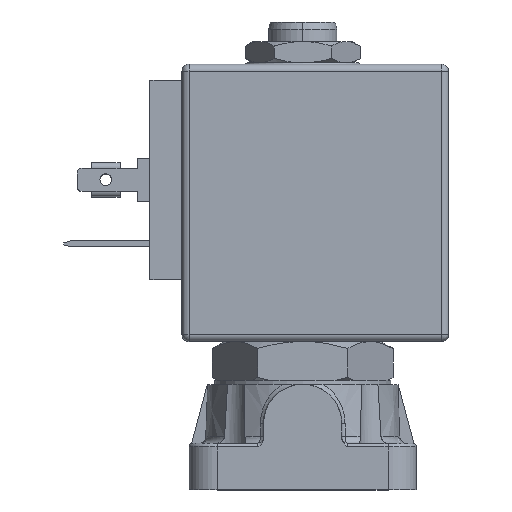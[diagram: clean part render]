
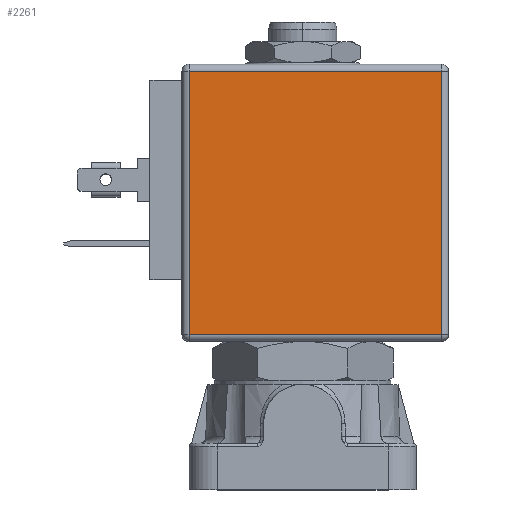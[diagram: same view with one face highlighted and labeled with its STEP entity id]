
A CAD part, top view. The second image highlights one B-rep face of the part: STEP entity #2261.
In plain terms, the highlighted planar face has unit normal (0, 0, 1).
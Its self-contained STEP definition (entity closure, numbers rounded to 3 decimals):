
#142=DIRECTION('',(0.,1.,0.));
#143=VECTOR('',#142,37.);
#144=CARTESIAN_POINT('',(19.5,21.85,15.));
#145=LINE('',#144,#143);
#165=DIRECTION('',(1.,0.,0.));
#166=VECTOR('',#165,35.5);
#167=CARTESIAN_POINT('',(-16.,21.85,15.));
#168=LINE('',#167,#166);
#260=DIRECTION('',(0.,-1.,0.));
#261=VECTOR('',#260,37.);
#262=CARTESIAN_POINT('',(-16.,58.85,15.));
#263=LINE('',#262,#261);
#283=DIRECTION('',(-1.,0.,0.));
#284=VECTOR('',#283,35.5);
#285=CARTESIAN_POINT('',(19.5,58.85,15.));
#286=LINE('',#285,#284);
#1293=CARTESIAN_POINT('',(-16.,58.85,15.));
#1294=VERTEX_POINT('',#1293);
#1295=CARTESIAN_POINT('',(-16.,21.85,15.));
#1296=VERTEX_POINT('',#1295);
#1299=CARTESIAN_POINT('',(19.5,58.85,15.));
#1300=VERTEX_POINT('',#1299);
#1303=CARTESIAN_POINT('',(19.5,21.85,15.));
#1304=VERTEX_POINT('',#1303);
#2250=CARTESIAN_POINT('',(1.75,40.35,15.));
#2251=DIRECTION('',(0.,0.,1.));
#2252=DIRECTION('',(1.,0.,0.));
#2253=AXIS2_PLACEMENT_3D('',#2250,#2251,#2252);
#2254=PLANE('',#2253);
#2255=ORIENTED_EDGE('',*,*,#2195,.F.);
#2256=ORIENTED_EDGE('',*,*,#2234,.F.);
#2257=ORIENTED_EDGE('',*,*,#1926,.F.);
#2258=ORIENTED_EDGE('',*,*,#1968,.F.);
#2259=EDGE_LOOP('',(#2255,#2256,#2257,#2258));
#2260=FACE_OUTER_BOUND('',#2259,.F.);
#2261=ADVANCED_FACE('',(#2260),#2254,.T.);
#1926=EDGE_CURVE('',#1304,#1300,#145,.T.);
#1968=EDGE_CURVE('',#1296,#1304,#168,.T.);
#2195=EDGE_CURVE('',#1294,#1296,#263,.T.);
#2234=EDGE_CURVE('',#1300,#1294,#286,.T.);
